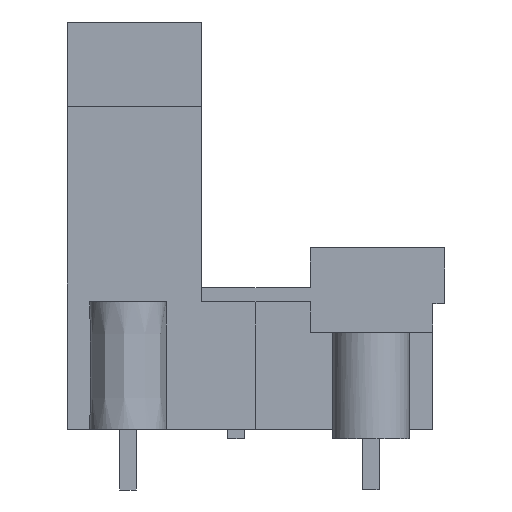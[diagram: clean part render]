
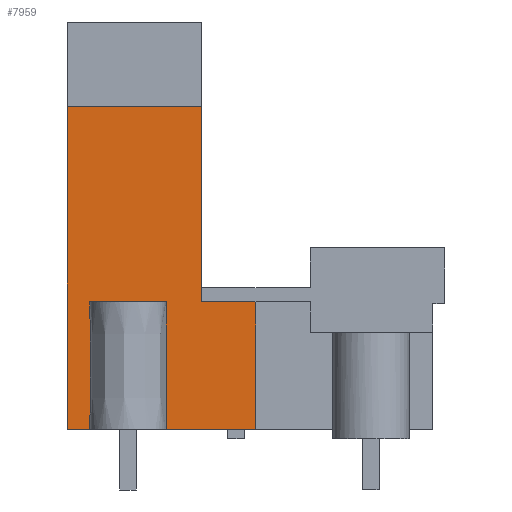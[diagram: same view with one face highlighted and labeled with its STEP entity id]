
A CAD part, left-side view. The second image highlights one B-rep face of the part: STEP entity #7959.
In plain terms, the highlighted planar face has unit normal (-1, 0, 0).
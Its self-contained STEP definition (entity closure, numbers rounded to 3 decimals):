
#7908=AXIS2_PLACEMENT_3D('Plane Axis2P3D',#7905,#7906,#7907) ;
#2839=CARTESIAN_POINT('Line Origine',(3.84,22.779,3.8)) ;
#2843=CARTESIAN_POINT('Vertex',(3.84,23.67,3.8)) ;
#2845=CARTESIAN_POINT('Vertex',(3.84,21.887,3.8)) ;
#3041=CARTESIAN_POINT('Vertex',(3.84,11.84,3.8)) ;
#3044=CARTESIAN_POINT('Line Origine',(3.84,14.846,3.8)) ;
#3048=CARTESIAN_POINT('Vertex',(3.84,17.853,3.8)) ;
#7420=CARTESIAN_POINT('Vertex',(3.84,15.24,12.7)) ;
#7450=CARTESIAN_POINT('Line Origine',(3.84,15.24,12.25)) ;
#7454=CARTESIAN_POINT('Vertex',(3.84,15.24,11.8)) ;
#7478=CARTESIAN_POINT('Vertex',(3.84,11.84,11.8)) ;
#7495=CARTESIAN_POINT('Line Origine',(3.84,13.54,11.8)) ;
#7743=CARTESIAN_POINT('Line Origine',(3.84,23.67,13.93)) ;
#7747=CARTESIAN_POINT('Vertex',(3.84,23.67,24.06)) ;
#7905=CARTESIAN_POINT('Axis2P3D Location',(3.84,23.67,3.2)) ;
#7910=CARTESIAN_POINT('Line Origine',(3.84,15.24,18.38)) ;
#7914=CARTESIAN_POINT('Vertex',(3.84,15.24,24.06)) ;
#7917=CARTESIAN_POINT('Line Origine',(3.84,19.455,24.06)) ;
#7922=CARTESIAN_POINT('Line Origine',(3.84,21.887,7.8)) ;
#7926=CARTESIAN_POINT('Vertex',(3.84,21.887,11.8)) ;
#7929=CARTESIAN_POINT('Line Origine',(3.84,19.87,11.8)) ;
#7933=CARTESIAN_POINT('Vertex',(3.84,17.853,11.8)) ;
#7936=CARTESIAN_POINT('Line Origine',(3.84,17.853,7.8)) ;
#7941=CARTESIAN_POINT('Line Origine',(3.84,11.84,7.8)) ;
#2840=DIRECTION('Vector Direction',(0.,-1.,0.)) ;
#3045=DIRECTION('Vector Direction',(0.,-1.,0.)) ;
#7451=DIRECTION('Vector Direction',(0.,0.,-1.)) ;
#7496=DIRECTION('Vector Direction',(0.,1.,0.)) ;
#7744=DIRECTION('Vector Direction',(0.,0.,1.)) ;
#7906=DIRECTION('Axis2P3D Direction',(-1.,0.,0.)) ;
#7907=DIRECTION('Axis2P3D XDirection',(0.,-1.,0.)) ;
#7911=DIRECTION('Vector Direction',(0.,0.,-1.)) ;
#7918=DIRECTION('Vector Direction',(0.,-1.,0.)) ;
#7923=DIRECTION('Vector Direction',(0.,0.,1.)) ;
#7930=DIRECTION('Vector Direction',(0.,1.,0.)) ;
#7937=DIRECTION('Vector Direction',(0.,0.,1.)) ;
#7942=DIRECTION('Vector Direction',(0.,0.,1.)) ;
#2841=VECTOR('Line Direction',#2840,1.) ;
#3046=VECTOR('Line Direction',#3045,1.) ;
#7452=VECTOR('Line Direction',#7451,1.) ;
#7497=VECTOR('Line Direction',#7496,1.) ;
#7745=VECTOR('Line Direction',#7744,1.) ;
#7912=VECTOR('Line Direction',#7911,1.) ;
#7919=VECTOR('Line Direction',#7918,1.) ;
#7924=VECTOR('Line Direction',#7923,1.) ;
#7931=VECTOR('Line Direction',#7930,1.) ;
#7938=VECTOR('Line Direction',#7937,1.) ;
#7943=VECTOR('Line Direction',#7942,1.) ;
#7947=ORIENTED_EDGE('',*,*,#7916,.F.) ;
#7948=ORIENTED_EDGE('',*,*,#7921,.T.) ;
#7949=ORIENTED_EDGE('',*,*,#7749,.T.) ;
#7950=ORIENTED_EDGE('',*,*,#2847,.T.) ;
#7951=ORIENTED_EDGE('',*,*,#7928,.T.) ;
#7952=ORIENTED_EDGE('',*,*,#7935,.F.) ;
#7953=ORIENTED_EDGE('',*,*,#7940,.F.) ;
#7954=ORIENTED_EDGE('',*,*,#3050,.T.) ;
#7955=ORIENTED_EDGE('',*,*,#7945,.T.) ;
#7956=ORIENTED_EDGE('',*,*,#7499,.T.) ;
#7957=ORIENTED_EDGE('',*,*,#7456,.F.) ;
#7959=ADVANCED_FACE('HOUSING',(#7958),#7909,.T.) ;
#2847=EDGE_CURVE('',#2844,#2846,#2842,.T.) ;
#3050=EDGE_CURVE('',#3049,#3042,#3047,.T.) ;
#7456=EDGE_CURVE('',#7421,#7455,#7453,.T.) ;
#7499=EDGE_CURVE('',#7479,#7455,#7498,.T.) ;
#7749=EDGE_CURVE('',#7748,#2844,#7746,.F.) ;
#7916=EDGE_CURVE('',#7915,#7421,#7913,.T.) ;
#7921=EDGE_CURVE('',#7915,#7748,#7920,.F.) ;
#7928=EDGE_CURVE('',#2846,#7927,#7925,.T.) ;
#7935=EDGE_CURVE('',#7934,#7927,#7932,.T.) ;
#7940=EDGE_CURVE('',#3049,#7934,#7939,.T.) ;
#7945=EDGE_CURVE('',#3042,#7479,#7944,.T.) ;
#7946=EDGE_LOOP('',(#7947,#7948,#7949,#7950,#7951,#7952,#7953,#7954,#7955,#7956,#7957)) ;
#7958=FACE_OUTER_BOUND('',#7946,.T.) ;
#2842=LINE('Line',#2839,#2841) ;
#3047=LINE('Line',#3044,#3046) ;
#7453=LINE('Line',#7450,#7452) ;
#7498=LINE('Line',#7495,#7497) ;
#7746=LINE('Line',#7743,#7745) ;
#7913=LINE('Line',#7910,#7912) ;
#7920=LINE('Line',#7917,#7919) ;
#7925=LINE('Line',#7922,#7924) ;
#7932=LINE('Line',#7929,#7931) ;
#7939=LINE('Line',#7936,#7938) ;
#7944=LINE('Line',#7941,#7943) ;
#7909=PLANE('',#7908) ;
#2844=VERTEX_POINT('',#2843) ;
#2846=VERTEX_POINT('',#2845) ;
#3042=VERTEX_POINT('',#3041) ;
#3049=VERTEX_POINT('',#3048) ;
#7421=VERTEX_POINT('',#7420) ;
#7455=VERTEX_POINT('',#7454) ;
#7479=VERTEX_POINT('',#7478) ;
#7748=VERTEX_POINT('',#7747) ;
#7915=VERTEX_POINT('',#7914) ;
#7927=VERTEX_POINT('',#7926) ;
#7934=VERTEX_POINT('',#7933) ;
